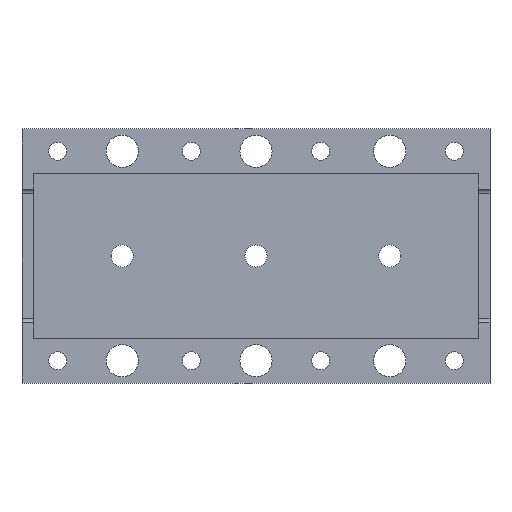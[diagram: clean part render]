
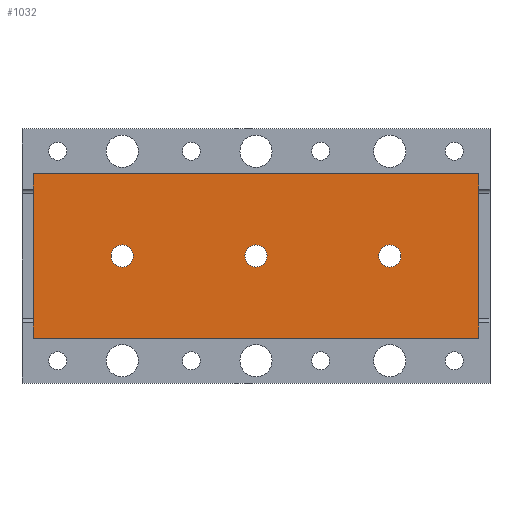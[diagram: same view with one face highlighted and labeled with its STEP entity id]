
A CAD part, top view. The second image highlights one B-rep face of the part: STEP entity #1032.
In plain terms, the highlighted planar face has unit normal (0, 0, 1).
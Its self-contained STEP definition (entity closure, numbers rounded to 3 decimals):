
#47=FACE_BOUND('',#200,.T.);
#48=FACE_BOUND('',#201,.T.);
#49=FACE_BOUND('',#202,.T.);
#73=PLANE('',#1161);
#124=FACE_OUTER_BOUND('',#199,.T.);
#199=EDGE_LOOP('',(#912,#913,#914,#915,#916,#917,#918,#919));
#200=EDGE_LOOP('',(#920));
#201=EDGE_LOOP('',(#921));
#202=EDGE_LOOP('',(#922));
#227=LINE('',#1518,#312);
#236=LINE('',#1536,#321);
#245=LINE('',#1553,#330);
#253=LINE('',#1582,#338);
#286=LINE('',#1734,#371);
#288=LINE('',#1739,#373);
#291=LINE('',#1743,#376);
#292=LINE('',#1745,#377);
#312=VECTOR('',#1211,10.);
#321=VECTOR('',#1226,10.);
#330=VECTOR('',#1241,10.);
#338=VECTOR('',#1267,10.);
#371=VECTOR('',#1440,10.);
#373=VECTOR('',#1444,10.);
#376=VECTOR('',#1449,10.);
#377=VECTOR('',#1452,10.);
#437=CIRCLE('',#1143,2.5);
#439=CIRCLE('',#1149,2.5);
#442=CIRCLE('',#1156,2.5);
#459=VERTEX_POINT('',#1516);
#460=VERTEX_POINT('',#1517);
#465=VERTEX_POINT('',#1534);
#466=VERTEX_POINT('',#1535);
#471=VERTEX_POINT('',#1552);
#483=VERTEX_POINT('',#1581);
#526=VERTEX_POINT('',#1702);
#528=VERTEX_POINT('',#1714);
#531=VERTEX_POINT('',#1728);
#532=VERTEX_POINT('',#1732);
#534=VERTEX_POINT('',#1738);
#557=EDGE_CURVE('',#459,#460,#227,.T.);
#566=EDGE_CURVE('',#465,#466,#236,.T.);
#575=EDGE_CURVE('',#471,#459,#245,.T.);
#590=EDGE_CURVE('',#483,#465,#253,.T.);
#651=EDGE_CURVE('',#526,#526,#437,.T.);
#657=EDGE_CURVE('',#528,#528,#439,.T.);
#664=EDGE_CURVE('',#531,#531,#442,.T.);
#666=EDGE_CURVE('',#466,#532,#286,.T.);
#668=EDGE_CURVE('',#534,#483,#288,.T.);
#671=EDGE_CURVE('',#460,#534,#291,.T.);
#672=EDGE_CURVE('',#532,#471,#292,.T.);
#912=ORIENTED_EDGE('',*,*,#672,.T.);
#913=ORIENTED_EDGE('',*,*,#575,.T.);
#914=ORIENTED_EDGE('',*,*,#557,.T.);
#915=ORIENTED_EDGE('',*,*,#671,.T.);
#916=ORIENTED_EDGE('',*,*,#668,.T.);
#917=ORIENTED_EDGE('',*,*,#590,.T.);
#918=ORIENTED_EDGE('',*,*,#566,.T.);
#919=ORIENTED_EDGE('',*,*,#666,.T.);
#920=ORIENTED_EDGE('',*,*,#651,.T.);
#921=ORIENTED_EDGE('',*,*,#657,.T.);
#922=ORIENTED_EDGE('',*,*,#664,.T.);
#1032=ADVANCED_FACE('',(#124,#47,#48,#49),#73,.T.);
#1143=AXIS2_PLACEMENT_3D('',#1704,#1401,#1402);
#1149=AXIS2_PLACEMENT_3D('',#1716,#1417,#1418);
#1156=AXIS2_PLACEMENT_3D('',#1730,#1435,#1436);
#1161=AXIS2_PLACEMENT_3D('',#1746,#1453,#1454);
#1211=DIRECTION('',(0.,1.,0.));
#1226=DIRECTION('',(0.,-1.,0.));
#1241=DIRECTION('',(0.,1.,0.));
#1267=DIRECTION('',(0.,-1.,0.));
#1401=DIRECTION('center_axis',(0.,0.,-1.));
#1402=DIRECTION('ref_axis',(-1.,0.,0.));
#1417=DIRECTION('center_axis',(0.,0.,-1.));
#1418=DIRECTION('ref_axis',(-1.,0.,0.));
#1435=DIRECTION('center_axis',(0.,0.,-1.));
#1436=DIRECTION('ref_axis',(-1.,0.,0.));
#1440=DIRECTION('',(0.,-1.,0.));
#1444=DIRECTION('',(-1.,0.,0.));
#1449=DIRECTION('',(0.,1.,0.));
#1452=DIRECTION('',(1.,0.,0.));
#1453=DIRECTION('center_axis',(0.,0.,1.));
#1454=DIRECTION('ref_axis',(1.,0.,0.));
#1516=CARTESIAN_POINT('',(57.882,-21.614,3.5));
#1517=CARTESIAN_POINT('',(57.882,8.386,3.5));
#1518=CARTESIAN_POINT('',(57.882,-25.114,3.5));
#1534=CARTESIAN_POINT('',(-42.118,8.386,3.5));
#1535=CARTESIAN_POINT('',(-42.118,-21.614,3.5));
#1536=CARTESIAN_POINT('',(-42.118,11.886,3.5));
#1552=CARTESIAN_POINT('',(57.882,-25.114,3.5));
#1553=CARTESIAN_POINT('',(57.882,-25.114,3.5));
#1581=CARTESIAN_POINT('',(-42.118,11.886,3.5));
#1582=CARTESIAN_POINT('',(-42.118,11.886,3.5));
#1702=CARTESIAN_POINT('',(40.382,-6.614,3.5));
#1704=CARTESIAN_POINT('Origin',(37.882,-6.614,3.5));
#1714=CARTESIAN_POINT('',(10.382,-6.614,3.5));
#1716=CARTESIAN_POINT('Origin',(7.882,-6.614,3.5));
#1728=CARTESIAN_POINT('',(-19.618,-6.614,3.5));
#1730=CARTESIAN_POINT('Origin',(-22.118,-6.614,3.5));
#1732=CARTESIAN_POINT('',(-42.118,-25.114,3.5));
#1734=CARTESIAN_POINT('',(-42.118,11.886,3.5));
#1738=CARTESIAN_POINT('',(57.882,11.886,3.5));
#1739=CARTESIAN_POINT('',(57.882,11.886,3.5));
#1743=CARTESIAN_POINT('',(57.882,-25.114,3.5));
#1745=CARTESIAN_POINT('',(-42.118,-25.114,3.5));
#1746=CARTESIAN_POINT('Origin',(7.882,-6.614,3.5));
